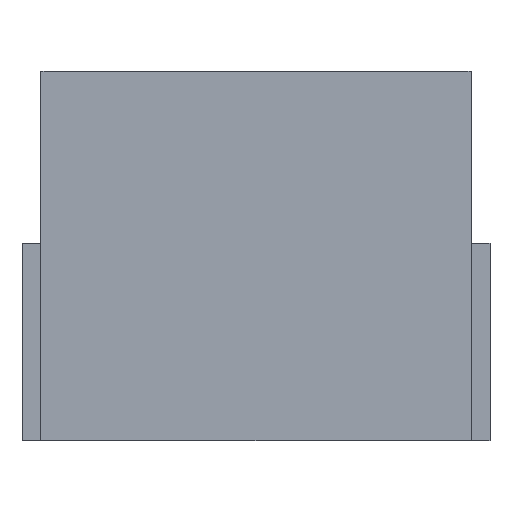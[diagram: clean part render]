
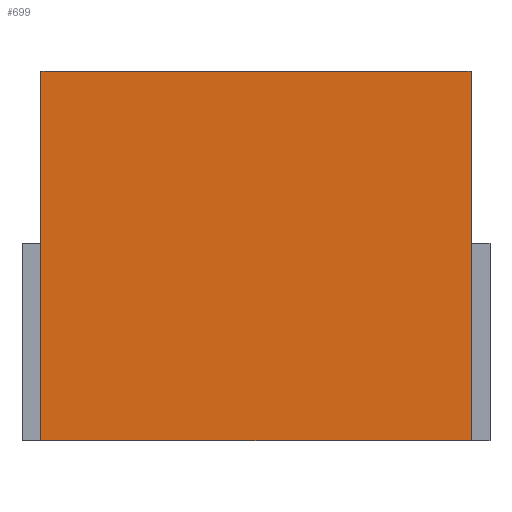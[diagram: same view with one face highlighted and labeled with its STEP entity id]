
A CAD part, front view. The second image highlights one B-rep face of the part: STEP entity #699.
In plain terms, the highlighted planar face has unit normal (0, -1, 0).
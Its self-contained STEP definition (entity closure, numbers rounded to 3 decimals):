
#32 = VECTOR ( 'NONE', #266, 1000. ) ;
#67 = VECTOR ( 'NONE', #1102, 1000. ) ;
#124 = EDGE_CURVE ( 'NONE', #530, #1059, #1034, .T. ) ;
#152 = CARTESIAN_POINT ( 'NONE',  ( 1.25, -15., -61.5 ) ) ;
#266 = DIRECTION ( 'NONE',  ( 0., 0., -1. ) ) ;
#304 = EDGE_CURVE ( 'NONE', #650, #2299, #1848, .T. ) ;
#356 = CARTESIAN_POINT ( 'NONE',  ( 36.5, -15., -0.036 ) ) ;
#386 = VECTOR ( 'NONE', #835, 1000. ) ;
#408 = DIRECTION ( 'NONE',  ( 0., 0., -1. ) ) ;
#530 = VERTEX_POINT ( 'NONE', #1397 ) ;
#534 = VECTOR ( 'NONE', #2226, 1000. ) ;
#536 = ORIENTED_EDGE ( 'NONE', *, *, #1849, .T. ) ;
#548 = LINE ( 'NONE', #152, #717 ) ;
#573 = CARTESIAN_POINT ( 'NONE',  ( 73., -15., 0. ) ) ;
#585 = LINE ( 'NONE', #356, #67 ) ;
#608 = CARTESIAN_POINT ( 'NONE',  ( 73., -15., -61.5 ) ) ;
#646 = CARTESIAN_POINT ( 'NONE',  ( 73., -15., 0. ) ) ;
#650 = VERTEX_POINT ( 'NONE', #1280 ) ;
#699 = ADVANCED_FACE ( 'NONE', ( #1167 ), #763, .T. ) ;
#717 = VECTOR ( 'NONE', #1304, 1000. ) ;
#730 = VERTEX_POINT ( 'NONE', #1123 ) ;
#763 = PLANE ( 'NONE',  #1263 ) ;
#783 = DIRECTION ( 'NONE',  ( 1., 0., 0. ) ) ;
#785 = DIRECTION ( 'NONE',  ( 0., -1., 0. ) ) ;
#810 = CARTESIAN_POINT ( 'NONE',  ( 0., -15., -62.75 ) ) ;
#818 = EDGE_CURVE ( 'NONE', #2179, #972, #2080, .T. ) ;
#835 = DIRECTION ( 'NONE',  ( 0., 0., 1. ) ) ;
#858 = CARTESIAN_POINT ( 'NONE',  ( 1.25, -15., 0. ) ) ;
#872 = ORIENTED_EDGE ( 'NONE', *, *, #124, .T. ) ;
#878 = ORIENTED_EDGE ( 'NONE', *, *, #818, .F. ) ;
#890 = LINE ( 'NONE', #899, #990 ) ;
#899 = CARTESIAN_POINT ( 'NONE',  ( 73., -15., 0. ) ) ;
#905 = DIRECTION ( 'NONE',  ( 0., 0., 1. ) ) ;
#972 = VERTEX_POINT ( 'NONE', #858 ) ;
#990 = VECTOR ( 'NONE', #783, 1000. ) ;
#1017 = EDGE_LOOP ( 'NONE', ( #1321, #872, #1670, #2079, #878, #1985, #1386, #536 ) ) ;
#1034 = LINE ( 'NONE', #1959, #32 ) ;
#1059 = VERTEX_POINT ( 'NONE', #1707 ) ;
#1074 = EDGE_CURVE ( 'NONE', #1059, #730, #585, .T. ) ;
#1102 = DIRECTION ( 'NONE',  ( -1., 0., 0. ) ) ;
#1123 = CARTESIAN_POINT ( 'NONE',  ( 1.25, -15., -0.036 ) ) ;
#1167 = FACE_OUTER_BOUND ( 'NONE', #1017, .T. ) ;
#1195 = LINE ( 'NONE', #608, #386 ) ;
#1249 = EDGE_CURVE ( 'NONE', #730, #972, #548, .T. ) ;
#1263 = AXIS2_PLACEMENT_3D ( 'NONE', #1519, #785, #408 ) ;
#1272 = VECTOR ( 'NONE', #2249, 1000. ) ;
#1276 = EDGE_CURVE ( 'NONE', #530, #1611, #890, .T. ) ;
#1280 = CARTESIAN_POINT ( 'NONE',  ( 73., -15., -62.75 ) ) ;
#1304 = DIRECTION ( 'NONE',  ( 0., 0., 1. ) ) ;
#1321 = ORIENTED_EDGE ( 'NONE', *, *, #1276, .F. ) ;
#1386 = ORIENTED_EDGE ( 'NONE', *, *, #304, .F. ) ;
#1397 = CARTESIAN_POINT ( 'NONE',  ( 71.75, -15., 0. ) ) ;
#1519 = CARTESIAN_POINT ( 'NONE',  ( 73., -15., -61.5 ) ) ;
#1611 = VERTEX_POINT ( 'NONE', #646 ) ;
#1670 = ORIENTED_EDGE ( 'NONE', *, *, #1074, .T. ) ;
#1707 = CARTESIAN_POINT ( 'NONE',  ( 71.75, -15., -0.036 ) ) ;
#1749 = VECTOR ( 'NONE', #905, 1000. ) ;
#1848 = LINE ( 'NONE', #1871, #534 ) ;
#1849 = EDGE_CURVE ( 'NONE', #650, #1611, #1195, .T. ) ;
#1852 = CARTESIAN_POINT ( 'NONE',  ( 0., -15., -61.5 ) ) ;
#1871 = CARTESIAN_POINT ( 'NONE',  ( 73., -15., -62.75 ) ) ;
#1959 = CARTESIAN_POINT ( 'NONE',  ( 71.75, -15., -61.5 ) ) ;
#1985 = ORIENTED_EDGE ( 'NONE', *, *, #2266, .F. ) ;
#2074 = LINE ( 'NONE', #1852, #1749 ) ;
#2079 = ORIENTED_EDGE ( 'NONE', *, *, #1249, .T. ) ;
#2080 = LINE ( 'NONE', #573, #1272 ) ;
#2179 = VERTEX_POINT ( 'NONE', #2415 ) ;
#2226 = DIRECTION ( 'NONE',  ( -1., 0., 0. ) ) ;
#2249 = DIRECTION ( 'NONE',  ( 1., 0., 0. ) ) ;
#2266 = EDGE_CURVE ( 'NONE', #2299, #2179, #2074, .T. ) ;
#2299 = VERTEX_POINT ( 'NONE', #810 ) ;
#2415 = CARTESIAN_POINT ( 'NONE',  ( 0., -15., 0. ) ) ;
